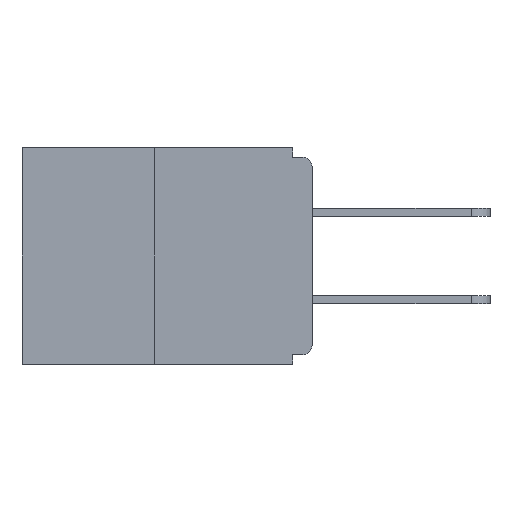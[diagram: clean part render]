
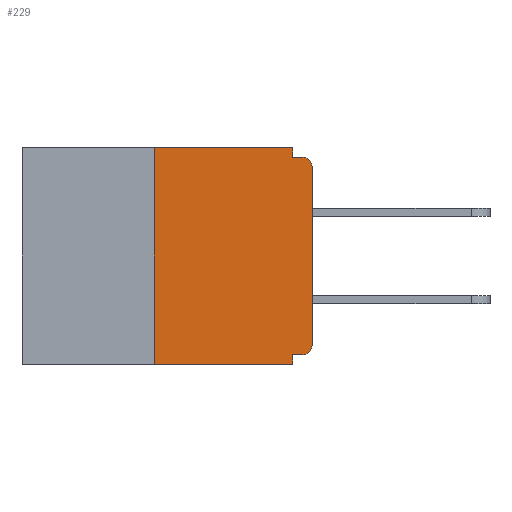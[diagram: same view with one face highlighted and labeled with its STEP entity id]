
A CAD part, left-side view. The second image highlights one B-rep face of the part: STEP entity #229.
In plain terms, the highlighted planar face has unit normal (-1, 0, 0).
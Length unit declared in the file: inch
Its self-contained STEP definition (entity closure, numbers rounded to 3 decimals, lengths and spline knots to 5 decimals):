
#229 = ADVANCED_FACE ( 'NONE', ( #3802 ), #2157, .F. ) ;
#655 = DIRECTION ( 'NONE',  ( 0., 0., -1. ) ) ;
#1129 = CARTESIAN_POINT ( 'NONE',  ( 0., 0., -0.328 ) ) ;
#1170 = EDGE_CURVE ( 'NONE', #24170, #22442, #11292, .T. ) ;
#1183 = CARTESIAN_POINT ( 'NONE',  ( 0., 0.46, 0. ) ) ;
#1268 = ORIENTED_EDGE ( 'NONE', *, *, #21485, .F. ) ;
#1939 = VERTEX_POINT ( 'NONE', #27449 ) ;
#2025 = AXIS2_PLACEMENT_3D ( 'NONE', #9565, #13681, #655 ) ;
#2157 = PLANE ( 'NONE',  #12582 ) ;
#2168 = CIRCLE ( 'NONE', #16503, 0.015 ) ;
#2252 = DIRECTION ( 'NONE',  ( 1., 0., 0. ) ) ;
#2430 = CARTESIAN_POINT ( 'NONE',  ( 0., 0.015, -0.015 ) ) ;
#2931 = EDGE_CURVE ( 'NONE', #8785, #11926, #27004, .T. ) ;
#3016 = VERTEX_POINT ( 'NONE', #27357 ) ;
#3289 = EDGE_LOOP ( 'NONE', ( #23503, #5895, #19645, #19080, #13615, #11711, #13741, #11789, #1268, #27104 ) ) ;
#3673 = DIRECTION ( 'NONE',  ( 0., 0., 1. ) ) ;
#3802 = FACE_OUTER_BOUND ( 'NONE', #3289, .T. ) ;
#3814 = CARTESIAN_POINT ( 'NONE',  ( 0., 0., 0. ) ) ;
#3901 = LINE ( 'NONE', #1129, #16515 ) ;
#4613 = CARTESIAN_POINT ( 'NONE',  ( 0., 0.25, -0.343 ) ) ;
#5011 = CARTESIAN_POINT ( 'NONE',  ( 0., 0., -0.313 ) ) ;
#5345 = LINE ( 'NONE', #17052, #16267 ) ;
#5895 = ORIENTED_EDGE ( 'NONE', *, *, #28004, .F. ) ;
#7239 = EDGE_CURVE ( 'NONE', #11100, #11926, #24897, .T. ) ;
#8412 = EDGE_CURVE ( 'NONE', #27015, #11100, #3901, .T. ) ;
#8675 = DIRECTION ( 'NONE',  ( 0., -1., 0. ) ) ;
#8785 = VERTEX_POINT ( 'NONE', #4613 ) ;
#9040 = EDGE_CURVE ( 'NONE', #27015, #24170, #2168, .T. ) ;
#9263 = CIRCLE ( 'NONE', #2025, 0.015 ) ;
#9565 = CARTESIAN_POINT ( 'NONE',  ( 0., 0.015, -0.03 ) ) ;
#9805 = EDGE_CURVE ( 'NONE', #1939, #3016, #18891, .T. ) ;
#10523 = DIRECTION ( 'NONE',  ( 0., -1., 0. ) ) ;
#10662 = DIRECTION ( 'NONE',  ( 0., 0., -1. ) ) ;
#11100 = VERTEX_POINT ( 'NONE', #20722 ) ;
#11292 = LINE ( 'NONE', #3814, #18759 ) ;
#11711 = ORIENTED_EDGE ( 'NONE', *, *, #9040, .T. ) ;
#11789 = ORIENTED_EDGE ( 'NONE', *, *, #25601, .T. ) ;
#11926 = VERTEX_POINT ( 'NONE', #24151 ) ;
#11968 = VERTEX_POINT ( 'NONE', #2430 ) ;
#12582 = AXIS2_PLACEMENT_3D ( 'NONE', #17410, #2252, #15404 ) ;
#13005 = CARTESIAN_POINT ( 'NONE',  ( 0., 0.031, 0. ) ) ;
#13240 = VECTOR ( 'NONE', #15292, 39.37008 ) ;
#13615 = ORIENTED_EDGE ( 'NONE', *, *, #8412, .F. ) ;
#13681 = DIRECTION ( 'NONE',  ( -1., 0., 0. ) ) ;
#13687 = LINE ( 'NONE', #28087, #19180 ) ;
#13741 = ORIENTED_EDGE ( 'NONE', *, *, #1170, .T. ) ;
#14901 = CARTESIAN_POINT ( 'NONE',  ( 0., 0.46, -0.343 ) ) ;
#14929 = CARTESIAN_POINT ( 'NONE',  ( 0., 0.015, -0.313 ) ) ;
#15256 = CARTESIAN_POINT ( 'NONE',  ( 0., 0.031, -0.343 ) ) ;
#15292 = DIRECTION ( 'NONE',  ( 0., 0., -1. ) ) ;
#15404 = DIRECTION ( 'NONE',  ( 0., 0., -1. ) ) ;
#15601 = VECTOR ( 'NONE', #26850, 39.37008 ) ;
#16267 = VECTOR ( 'NONE', #3673, 39.37008 ) ;
#16503 = AXIS2_PLACEMENT_3D ( 'NONE', #14929, #21269, #10662 ) ;
#16515 = VECTOR ( 'NONE', #21122, 39.37008 ) ;
#16563 = CARTESIAN_POINT ( 'NONE',  ( 0., 0., -0.03 ) ) ;
#17052 = CARTESIAN_POINT ( 'NONE',  ( 0., 0.25, 0. ) ) ;
#17404 = CARTESIAN_POINT ( 'NONE',  ( 0., 0.015, -0.328 ) ) ;
#17410 = CARTESIAN_POINT ( 'NONE',  ( 0., 0.46, 0. ) ) ;
#18759 = VECTOR ( 'NONE', #19112, 39.37008 ) ;
#18891 = LINE ( 'NONE', #1183, #21679 ) ;
#19080 = ORIENTED_EDGE ( 'NONE', *, *, #7239, .F. ) ;
#19112 = DIRECTION ( 'NONE',  ( 0., 0., 1. ) ) ;
#19180 = VECTOR ( 'NONE', #8675, 39.37008 ) ;
#19645 = ORIENTED_EDGE ( 'NONE', *, *, #2931, .T. ) ;
#20722 = CARTESIAN_POINT ( 'NONE',  ( 0., 0.031, -0.328 ) ) ;
#21122 = DIRECTION ( 'NONE',  ( 0., 1., 0. ) ) ;
#21269 = DIRECTION ( 'NONE',  ( -1., 0., 0. ) ) ;
#21485 = EDGE_CURVE ( 'NONE', #25463, #11968, #13687, .T. ) ;
#21679 = VECTOR ( 'NONE', #25354, 39.37008 ) ;
#22442 = VERTEX_POINT ( 'NONE', #16563 ) ;
#23190 = VECTOR ( 'NONE', #10523, 39.37008 ) ;
#23503 = ORIENTED_EDGE ( 'NONE', *, *, #9805, .F. ) ;
#24151 = CARTESIAN_POINT ( 'NONE',  ( 0., 0.031, -0.343 ) ) ;
#24170 = VERTEX_POINT ( 'NONE', #5011 ) ;
#24897 = LINE ( 'NONE', #15256, #15601 ) ;
#25354 = DIRECTION ( 'NONE',  ( 0., -1., 0. ) ) ;
#25463 = VERTEX_POINT ( 'NONE', #26312 ) ;
#25601 = EDGE_CURVE ( 'NONE', #22442, #11968, #9263, .T. ) ;
#25645 = LINE ( 'NONE', #13005, #13240 ) ;
#26312 = CARTESIAN_POINT ( 'NONE',  ( 0., 0.031, -0.015 ) ) ;
#26850 = DIRECTION ( 'NONE',  ( 0., 0., -1. ) ) ;
#27004 = LINE ( 'NONE', #14901, #23190 ) ;
#27015 = VERTEX_POINT ( 'NONE', #17404 ) ;
#27104 = ORIENTED_EDGE ( 'NONE', *, *, #27699, .F. ) ;
#27357 = CARTESIAN_POINT ( 'NONE',  ( 0., 0.031, 0. ) ) ;
#27449 = CARTESIAN_POINT ( 'NONE',  ( 0., 0.25, 0. ) ) ;
#27699 = EDGE_CURVE ( 'NONE', #3016, #25463, #25645, .T. ) ;
#28004 = EDGE_CURVE ( 'NONE', #8785, #1939, #5345, .T. ) ;
#28087 = CARTESIAN_POINT ( 'NONE',  ( 0., 0., -0.015 ) ) ;
